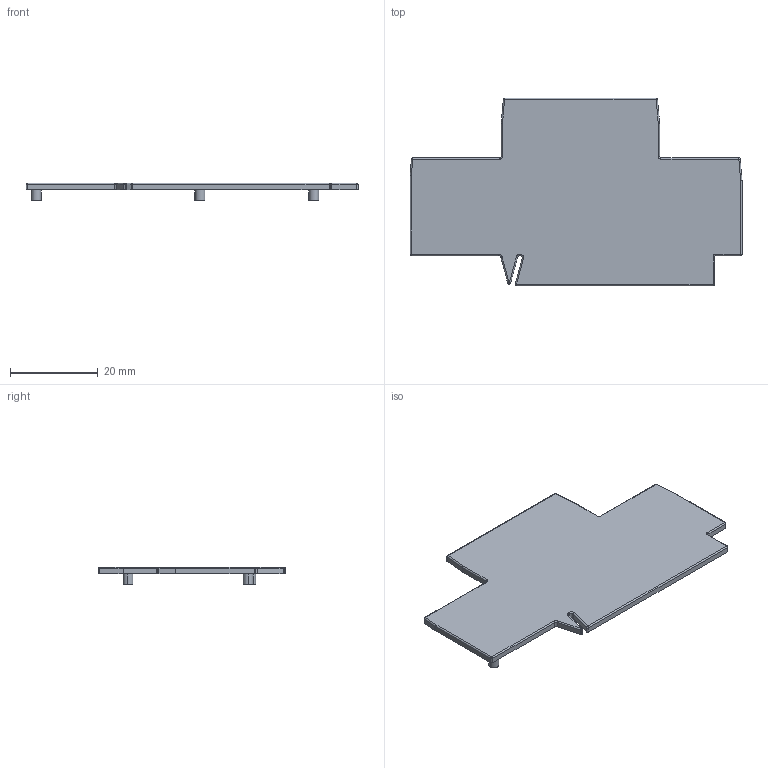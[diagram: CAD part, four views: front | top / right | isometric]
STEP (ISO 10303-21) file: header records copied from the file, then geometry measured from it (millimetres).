
FILE_DESCRIPTION((''),'2;1');
FILE_NAME('PAPD4_GR','2023-08-10T',('Eugen John'),(''),'CREO PARAMETRIC BY PTC INC, 2018360','CREO PARAMETRIC BY PTC INC, 2018360','');
FILE_SCHEMA(('CONFIG_CONTROL_DESIGN'));
Length unit declared in the file: millimetre
Products named in the file (1): PAPD4_GR
Bounding box: 75.7 x 42.8 x 4 mm (x, y, z)
Volume: 3770 mm3; surface area: 5382.3 mm2
Topology: 1 solids, 1 shells, 91 faces, 219 edges, 120 vertices
Faces by surface type: cylinder 46, plane 25, sphere 13, torus 7
Entity records: 3242 total; most frequent: DIRECTION 482, CARTESIAN_POINT 433, ORIENTED_EDGE 412, PRESENTATION_STYLE_ASSIGNMENT 207, STYLED_ITEM 207, CURVE_STYLE 206, EDGE_CURVE 206, AXIS2_PLACEMENT_3D 188
